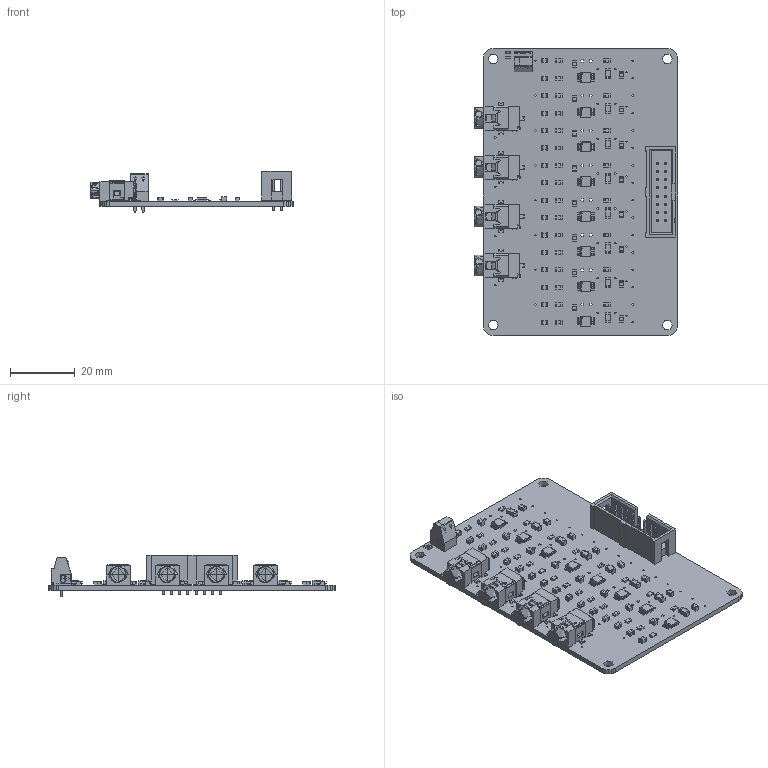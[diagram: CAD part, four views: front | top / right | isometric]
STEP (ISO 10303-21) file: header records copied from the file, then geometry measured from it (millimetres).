
FILE_DESCRIPTION (( 'STEP AP214' ), '1' );
FILE_NAME ('v3.1.step', '2020-05-06T19:02:26', ( '' ), ( '' ), 'SwSTEP 2.0', 'SolidWorks 2019', '' );
FILE_SCHEMA (( 'AUTOMOTIVE_DESIGN' ));
Length unit declared in the file: millimetre
Products named in the file (12): res_0805.step; CUI_SJ2-35943A-SMT-TR.step; cap_0805.step; kingbright_APT1608.step; pheonix_1725656.step; cap_1206.step; res_0603.step; Board_v3.1.step; ti_TPA6211A1TDGNRQ1.step; v3.1; samtec_TST-108-01-G-D.step; v3.1.step
Assembly tree (82 placements, depth 3):
  v3.1
    v3.1.step
      Board_v3.1.step
      cap_0805.step  x32
      cap_1206.step  x8
      kingbright_APT1608.step
      CUI_SJ2-35943A-SMT-TR.step  x4
      pheonix_1725656.step
      samtec_TST-108-01-G-D.step
      res_0603.step
      res_0805.step  x24
      ti_TPA6211A1TDGNRQ1.step  x8
Bounding box: 63.03 x 88.9 x 12.77 mm (x, y, z)
Volume: 8554.5 mm3
Topology: 66 solids, 178 shells, 6782 faces, 17189 edges, 10842 vertices
Faces by surface type: plane 5529, cylinder 1133, torus 68, cone 40, sphere 12
Full cylindrical faces by diameter (mm): 0.6 x2
Entity records: 57882 total; most frequent: CARTESIAN_POINT 19380, ORIENTED_EDGE 8525, DIRECTION 5177, EDGE_CURVE 4270, B_SPLINE_CURVE_WITH_KNOTS 2930, VERTEX_POINT 2798, AXIS2_PLACEMENT_3D 2202, EDGE_LOOP 1890
